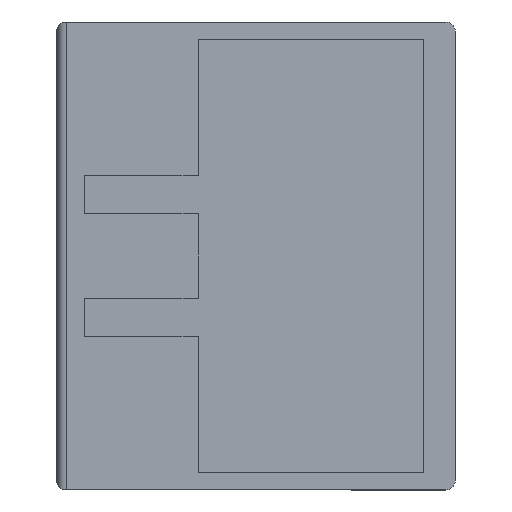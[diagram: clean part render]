
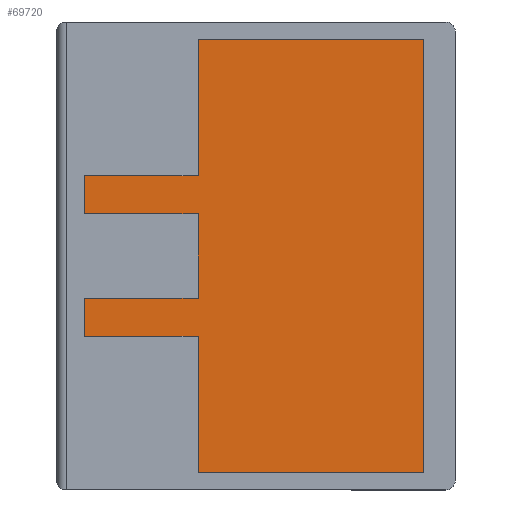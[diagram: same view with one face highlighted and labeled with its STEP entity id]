
A CAD part, left-side view. The second image highlights one B-rep face of the part: STEP entity #69720.
In plain terms, the highlighted face is planar.
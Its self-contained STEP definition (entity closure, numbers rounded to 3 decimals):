
#4410=CARTESIAN_POINT('',(-4.704,11.281,1.45));
#4420=VERTEX_POINT('',#4410);
#4450=CARTESIAN_POINT('',(0.,11.281,1.45));
#4460=DIRECTION('',(1.,0.,0.));
#4470=VECTOR('',#4460,1.);
#4480=LINE('',#4450,#4470);
#4490=CARTESIAN_POINT('',(18.136,11.281,1.45));
#4500=VERTEX_POINT('',#4490);
#4510=EDGE_CURVE('',#4420,#4500,#4480,.T.);
#61330=CARTESIAN_POINT('',(-4.704,11.281,19.315));
#61340=VERTEX_POINT('',#61330);
#61370=CARTESIAN_POINT('',(-4.704,11.281,0.));
#61380=DIRECTION('',(0.,0.,1.));
#61390=VECTOR('',#61380,1.);
#61400=LINE('',#61370,#61390);
#61410=EDGE_CURVE('',#4420,#61340,#61400,.T.);
#61670=CARTESIAN_POINT('',(18.136,11.281,0.));
#61680=DIRECTION('',(0.,0.,-1.));
#61690=VECTOR('',#61680,1.);
#61700=LINE('',#61670,#61690);
#61710=CARTESIAN_POINT('',(18.136,11.281,19.315));
#61720=VERTEX_POINT('',#61710);
#61730=EDGE_CURVE('',#61720,#4500,#61700,.T.);
#68530=CARTESIAN_POINT('',(0.,11.281,19.315));
#68540=DIRECTION('',(-1.,0.,0.));
#68550=VECTOR('',#68540,1.);
#68560=LINE('',#68530,#68550);
#68570=EDGE_CURVE('',#61720,#61340,#68560,.T.);
#69610=CARTESIAN_POINT('',(19.046,11.281,23.104));
#69620=DIRECTION('',(0.,1.,0.));
#69630=DIRECTION('',(-1.,0.,0.));
#69640=AXIS2_PLACEMENT_3D('',#69610,#69620,#69630);
#69650=PLANE('',#69640);
#69660=ORIENTED_EDGE('',*,*,#4510,.T.);
#69670=ORIENTED_EDGE('',*,*,#61410,.F.);
#69680=ORIENTED_EDGE('',*,*,#68570,.T.);
#69690=ORIENTED_EDGE('',*,*,#61730,.F.);
#69700=EDGE_LOOP('',(#69690,#69680,#69670,#69660));
#69710=FACE_OUTER_BOUND('',#69700,.T.);
#69720=ADVANCED_FACE('',(#69710),#69650,.F.);
